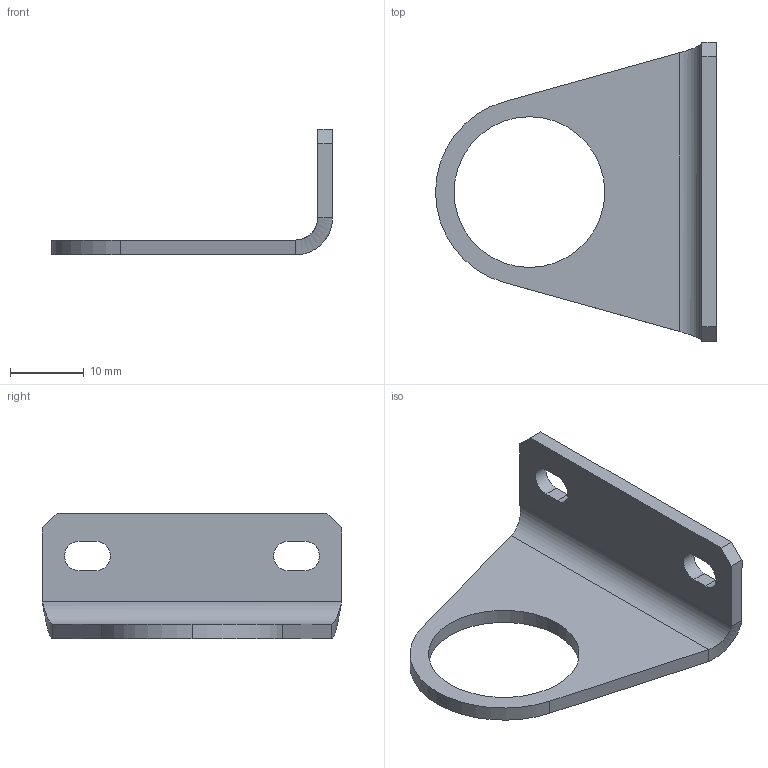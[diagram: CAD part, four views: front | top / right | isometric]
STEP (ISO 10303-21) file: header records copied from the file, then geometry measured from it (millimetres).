
FILE_DESCRIPTION (( 'STEP AP214' ), '1' );
FILE_NAME ('276-8748-002 Simplified Model.STEP', '2023-07-27T19:09:42', ( '' ), ( '' ), 'SwSTEP 2.0', 'SolidWorks 2021', '' );
FILE_SCHEMA (( 'AUTOMOTIVE_DESIGN' ));
Length unit declared in the file: millimetre
Products named in the file (1): 276-8748-002 Simplified Model
Bounding box: 38 x 40.5 x 17 mm (x, y, z)
Volume: 2526 mm3; surface area: 3036.6 mm2
Topology: 1 solids, 1 shells, 27 faces, 67 edges, 42 vertices
Faces by surface type: plane 15, cylinder 10, bspline 2
Entity records: 975 total; most frequent: CARTESIAN_POINT 287, ORIENTED_EDGE 134, DIRECTION 131, EDGE_CURVE 67, LINE 47, VECTOR 47, AXIS2_PLACEMENT_3D 42, VERTEX_POINT 42
